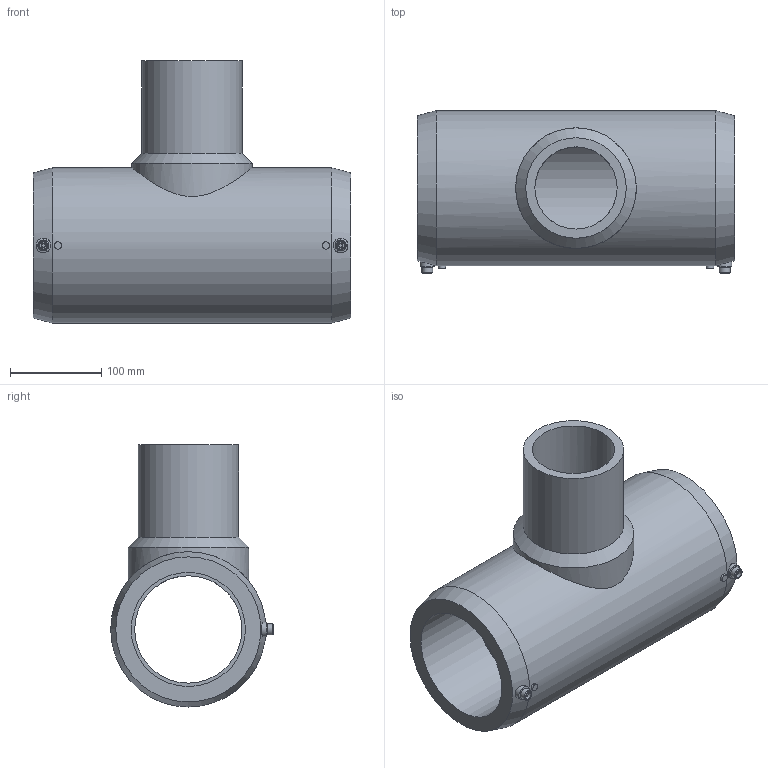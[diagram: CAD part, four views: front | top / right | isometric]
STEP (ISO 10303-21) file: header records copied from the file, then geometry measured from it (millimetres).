
FILE_DESCRIPTION( ( 'STEP AP214' ), '1' );
FILE_NAME( 'AGRU_70175121111_E-Tee reduced_MOP water 16bar_gas 10bar_PE 100-RC black_125_110 SDR 17-11 (architecture400).stp', '2022-01-19T07:46:02', ( 'License CC BY-ND 4.0' ), ( 'CADENAS' ), ' ', 'PARTsolutions', ' ' );
FILE_SCHEMA( ( 'AUTOMOTIVE_DESIGN { 1 0 10303 214 1 1 1 1 }' ) );
Length unit declared in the file: millimetre
Products named in the file (1): _AGRU_70175121111_E-Tee reduced_MOP water 16bar/gas 10bar_PE 100-RC black_125/110 SDR 17-11 (architecture400)
Bounding box: 347.5 x 178.1 x 287 mm (x, y, z)
Volume: 4126332.7 mm3; surface area: 410803.4 mm2
Topology: 1 solids, 1 shells, 39 faces, 70 edges, 44 vertices
Faces by surface type: cylinder 17, plane 13, cone 9
Full cylindrical faces by diameter (mm): 5 x2, 8 x4, 12 x2, 16 x2, 90 x1, 110 x1, 117.5 x1, 125 x2, 132 x1, 170 x1
Entity records: 1754 total; most frequent: CARTESIAN_POINT 762, DIRECTION 148, EDGE_LOOP 80, ORIENTED_EDGE 80, AXIS2_PLACEMENT_3D 74, FACE_OUTER_BOUND 56, EDGE_CURVE 40, VERTEX_POINT 40
